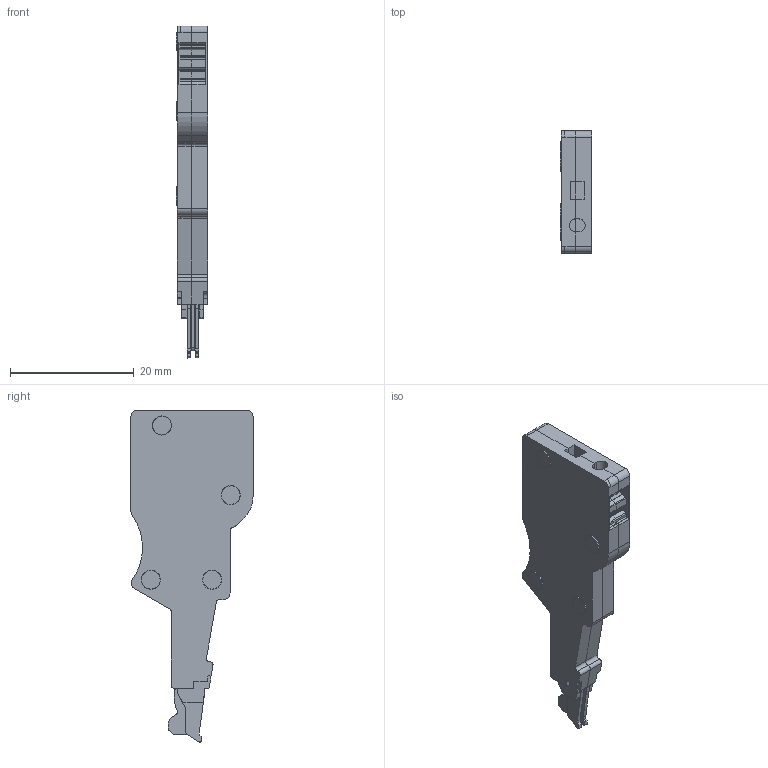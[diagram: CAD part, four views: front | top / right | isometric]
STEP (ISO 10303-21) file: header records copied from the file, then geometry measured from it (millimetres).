
FILE_DESCRIPTION(('CATIA V5 STEP Exchange','CAx-IF Rec.Pracs.--- Model Styling and Organization---1.4--- 2014-01-23'),'2;1');
FILE_NAME ('363100_2', '2022-11-22T10:45:31+00:00', ('none'), ('Weidmueller'), 'CATIA Version 5-6 Release 2016 SP3 HF44', 'CATIA V5 STEP AP214', 'none');
FILE_SCHEMA(('AUTOMOTIVE_DESIGN { 1 0 10303 214 1 1 1 1 }'));
Length unit declared in the file: millimetre
Products named in the file (1): 1827080000
Bounding box: 5.1 x 19.7 x 53.6 mm (x, y, z)
Volume: 2997.8 mm3; surface area: 3711 mm2
Topology: 5 solids, 8 shells, 451 faces, 1298 edges, 871 vertices
Faces by surface type: plane 234, cylinder 214, extrusion 3
Entity records: 14251 total; most frequent: CARTESIAN_POINT 2646, ORIENTED_EDGE 2596, DIRECTION 2045, EDGE_CURVE 1298, VERTEX_POINT 871, VECTOR 867, LINE 864, AXIS2_PLACEMENT_3D 800
